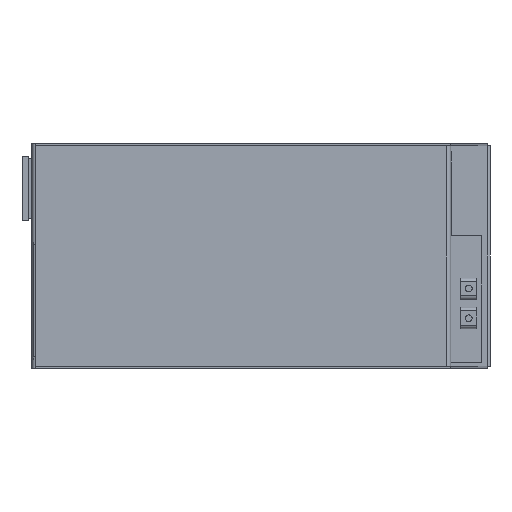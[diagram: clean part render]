
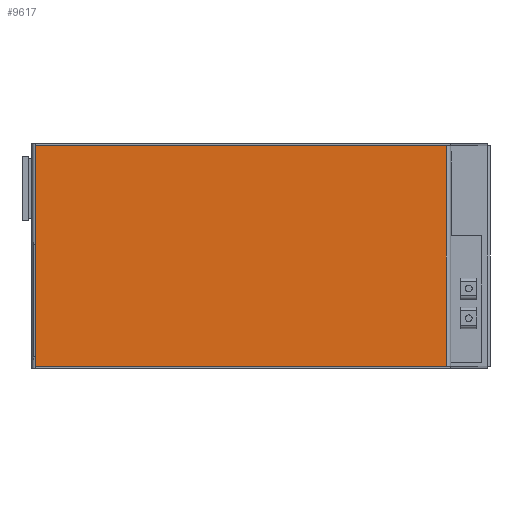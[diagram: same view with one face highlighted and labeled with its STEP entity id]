
A CAD part, front view. The second image highlights one B-rep face of the part: STEP entity #9617.
In plain terms, the highlighted planar face has unit normal (0, -1, 0).
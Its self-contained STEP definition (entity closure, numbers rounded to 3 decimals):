
#242 = VERTEX_POINT ( 'NONE', #8760 ) ;
#732 = CARTESIAN_POINT ( 'NONE',  ( -107.626, -20.531, -59.716 ) ) ;
#1219 = VECTOR ( 'NONE', #2294, 1000. ) ;
#1261 = VERTEX_POINT ( 'NONE', #4637 ) ;
#1309 = PLANE ( 'NONE',  #7982 ) ;
#1367 = FACE_OUTER_BOUND ( 'NONE', #2732, .T. ) ;
#1401 = LINE ( 'NONE', #8089, #3571 ) ;
#1443 = DIRECTION ( 'NONE',  ( 1., 0., 0. ) ) ;
#1779 = CARTESIAN_POINT ( 'NONE',  ( 90.374, -20.531, 46.684 ) ) ;
#2130 = CARTESIAN_POINT ( 'NONE',  ( 90.374, -20.531, 47.684 ) ) ;
#2269 = DIRECTION ( 'NONE',  ( 0., 0., -1. ) ) ;
#2294 = DIRECTION ( 'NONE',  ( -1., 0., 0. ) ) ;
#2451 = EDGE_CURVE ( 'NONE', #242, #10274, #7804, .T. ) ;
#2732 = EDGE_LOOP ( 'NONE', ( #3158, #10164, #8462, #9430 ) ) ;
#3119 = VECTOR ( 'NONE', #6865, 1000. ) ;
#3154 = EDGE_CURVE ( 'NONE', #1261, #3670, #1401, .T. ) ;
#3158 = ORIENTED_EDGE ( 'NONE', *, *, #2451, .T. ) ;
#3571 = VECTOR ( 'NONE', #2269, 1000. ) ;
#3670 = VERTEX_POINT ( 'NONE', #9388 ) ;
#3821 = DIRECTION ( 'NONE',  ( 1., 0., 0. ) ) ;
#4629 = CARTESIAN_POINT ( 'NONE',  ( 92.374, -20.531, 47.684 ) ) ;
#4637 = CARTESIAN_POINT ( 'NONE',  ( -107.626, -20.531, 46.684 ) ) ;
#4943 = EDGE_CURVE ( 'NONE', #3670, #242, #8195, .T. ) ;
#6431 = DIRECTION ( 'NONE',  ( 0., 1., 0. ) ) ;
#6865 = DIRECTION ( 'NONE',  ( 0., 0., 1. ) ) ;
#7010 = EDGE_CURVE ( 'NONE', #10274, #1261, #10586, .T. ) ;
#7804 = LINE ( 'NONE', #2130, #3119 ) ;
#7982 = AXIS2_PLACEMENT_3D ( 'NONE', #4629, #6431, #3821 ) ;
#8064 = CARTESIAN_POINT ( 'NONE',  ( 111.374, -20.531, 46.684 ) ) ;
#8081 = VECTOR ( 'NONE', #1443, 1000. ) ;
#8089 = CARTESIAN_POINT ( 'NONE',  ( -107.626, -20.531, 46.684 ) ) ;
#8195 = LINE ( 'NONE', #732, #8081 ) ;
#8462 = ORIENTED_EDGE ( 'NONE', *, *, #3154, .T. ) ;
#8760 = CARTESIAN_POINT ( 'NONE',  ( 90.374, -20.531, -59.716 ) ) ;
#9388 = CARTESIAN_POINT ( 'NONE',  ( -107.626, -20.531, -59.716 ) ) ;
#9430 = ORIENTED_EDGE ( 'NONE', *, *, #4943, .T. ) ;
#9617 = ADVANCED_FACE ( 'NONE', ( #1367 ), #1309, .F. ) ;
#10164 = ORIENTED_EDGE ( 'NONE', *, *, #7010, .T. ) ;
#10274 = VERTEX_POINT ( 'NONE', #1779 ) ;
#10586 = LINE ( 'NONE', #8064, #1219 ) ;
